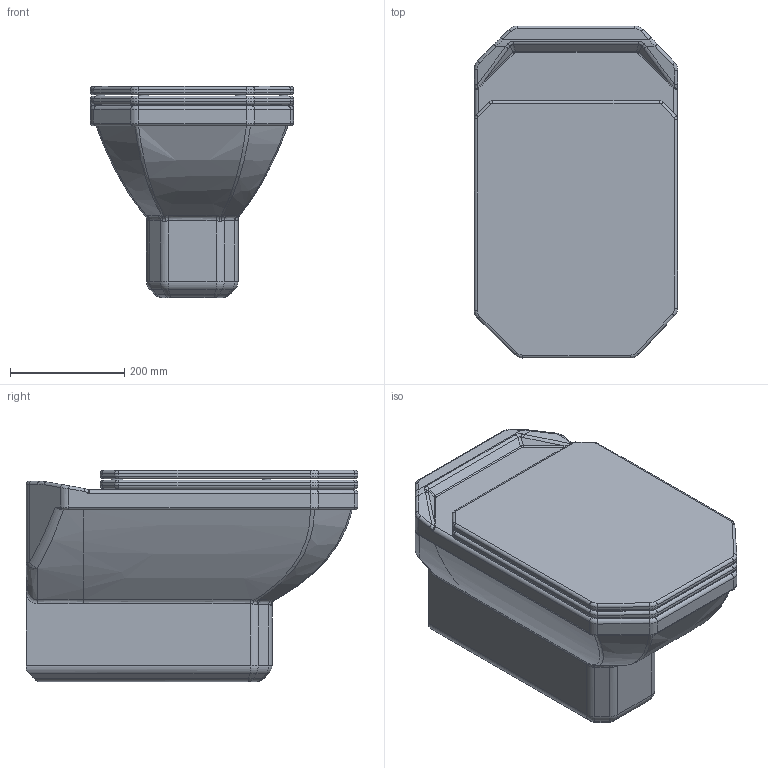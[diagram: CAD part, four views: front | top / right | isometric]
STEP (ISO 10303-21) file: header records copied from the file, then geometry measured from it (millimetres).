
FILE_DESCRIPTION((''),'2;1');
FILE_NAME('18209.stp','2008-01-03T11:07:45',('Huebner'),(''),'Autodesk Inventor 11','Autodesk Inventor 11','');
FILE_SCHEMA(('AUTOMOTIVE_DESIGN { 1 0 10303 214 1 1 1 1 }'));
Length unit declared in the file: millimetre
Products named in the file (4): 18209; WC_Deckel_Unten; WC_Deckel_oben
Assembly tree (3 placements, depth 2):
  18209
    18209
    WC_Deckel_Unten
    WC_Deckel_oben
Bounding box: 355 x 580 x 369 mm (x, y, z)
Volume: 26662747 mm3; surface area: 1434601 mm2
Topology: 3 solids, 7 shells, 468 faces, 1089 edges, 643 vertices
Faces by surface type: cylinder 193, plane 115, bspline 88, torus 62, sphere 10
Full cylindrical faces by diameter (mm): 10 x2, 15 x6, 19 x8, 47.825 x1, 88 x1, 102 x1
Entity records: 19288 total; most frequent: CARTESIAN_POINT 8862, DIRECTION 2219, ORIENTED_EDGE 2110, EDGE_CURVE 1055, AXIS2_PLACEMENT_3D 901, VERTEX_POINT 638, EDGE_LOOP 511, CIRCLE 486
